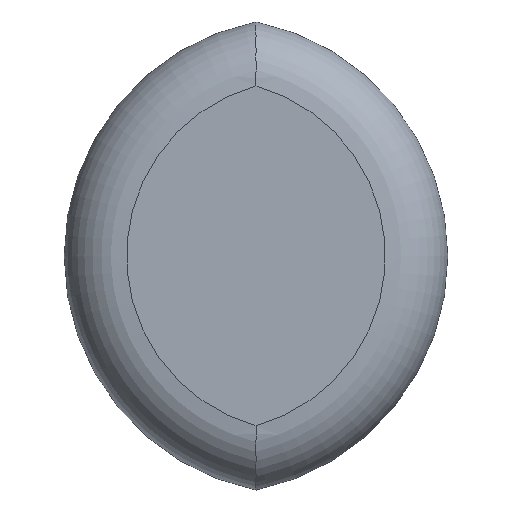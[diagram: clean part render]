
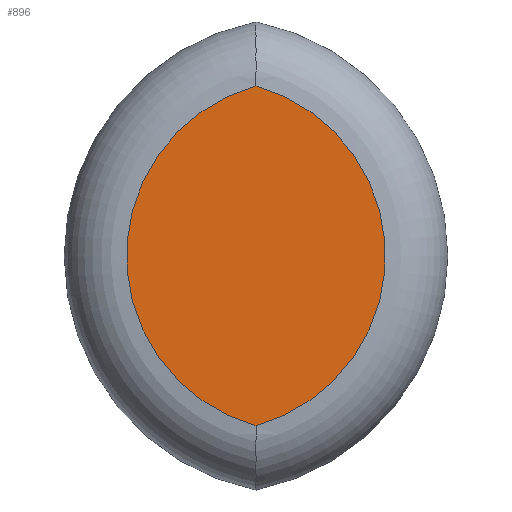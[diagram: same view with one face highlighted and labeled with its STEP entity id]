
A CAD part, top view. The second image highlights one B-rep face of the part: STEP entity #896.
In plain terms, the highlighted planar face has unit normal (0, 0, 1).
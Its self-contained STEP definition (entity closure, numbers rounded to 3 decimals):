
#73 = TOROIDAL_SURFACE('',#74,11.297,4.);
#74 = AXIS2_PLACEMENT_3D('',#75,#76,#77);
#75 = CARTESIAN_POINT('',(-3.,-15.,6.));
#76 = DIRECTION('',(0.,-0.,1.));
#77 = DIRECTION('',(0.196,0.981,0.));
#154 = TOROIDAL_SURFACE('',#155,11.297,4.);
#155 = AXIS2_PLACEMENT_3D('',#156,#157,#158);
#156 = CARTESIAN_POINT('',(3.,-15.,6.));
#157 = DIRECTION('',(0.,-0.,1.));
#158 = DIRECTION('',(-0.196,-0.981,0.));
#541 = VERTEX_POINT('',#542);
#542 = CARTESIAN_POINT('',(0.,-4.109,10.));
#654 = VERTEX_POINT('',#655);
#655 = CARTESIAN_POINT('',(0.,-25.891,10.));
#809 = EDGE_CURVE('',#541,#654,#810,.T.);
#810 = SURFACE_CURVE('',#811,(#816,#823),.PCURVE_S1.);
#811 = CIRCLE('',#812,11.297);
#812 = AXIS2_PLACEMENT_3D('',#813,#814,#815);
#813 = CARTESIAN_POINT('',(-3.,-15.,10.));
#814 = DIRECTION('',(0.,0.,-1.));
#815 = DIRECTION('',(0.196,0.981,0.));
#816 = PCURVE('',#73,#817);
#817 = DEFINITIONAL_REPRESENTATION('',(#818),#822);
#818 = LINE('',#819,#820);
#819 = CARTESIAN_POINT('',(-0.,1.571));
#820 = VECTOR('',#821,1.);
#821 = DIRECTION('',(-1.,0.));
#822 = ( GEOMETRIC_REPRESENTATION_CONTEXT(2) 
PARAMETRIC_REPRESENTATION_CONTEXT() REPRESENTATION_CONTEXT('2D SPACE',''
  ) );
#823 = PCURVE('',#824,#829);
#824 = PLANE('',#825);
#825 = AXIS2_PLACEMENT_3D('',#826,#827,#828);
#826 = CARTESIAN_POINT('',(0.,-15.,10.));
#827 = DIRECTION('',(-0.,-0.,-1.));
#828 = DIRECTION('',(-1.,0.,0.));
#829 = DEFINITIONAL_REPRESENTATION('',(#830),#834);
#830 = CIRCLE('',#831,11.297);
#831 = AXIS2_PLACEMENT_2D('',#832,#833);
#832 = CARTESIAN_POINT('',(3.,0.));
#833 = DIRECTION('',(-0.196,0.981));
#834 = ( GEOMETRIC_REPRESENTATION_CONTEXT(2) 
PARAMETRIC_REPRESENTATION_CONTEXT() REPRESENTATION_CONTEXT('2D SPACE',''
  ) );
#867 = EDGE_CURVE('',#654,#541,#868,.T.);
#868 = SURFACE_CURVE('',#869,(#874,#881),.PCURVE_S1.);
#869 = CIRCLE('',#870,11.297);
#870 = AXIS2_PLACEMENT_3D('',#871,#872,#873);
#871 = CARTESIAN_POINT('',(3.,-15.,10.));
#872 = DIRECTION('',(-0.,0.,-1.));
#873 = DIRECTION('',(-0.196,-0.981,0.));
#874 = PCURVE('',#154,#875);
#875 = DEFINITIONAL_REPRESENTATION('',(#876),#880);
#876 = LINE('',#877,#878);
#877 = CARTESIAN_POINT('',(-0.,1.571));
#878 = VECTOR('',#879,1.);
#879 = DIRECTION('',(-1.,0.));
#880 = ( GEOMETRIC_REPRESENTATION_CONTEXT(2) 
PARAMETRIC_REPRESENTATION_CONTEXT() REPRESENTATION_CONTEXT('2D SPACE',''
  ) );
#881 = PCURVE('',#824,#882);
#882 = DEFINITIONAL_REPRESENTATION('',(#883),#887);
#883 = CIRCLE('',#884,11.297);
#884 = AXIS2_PLACEMENT_2D('',#885,#886);
#885 = CARTESIAN_POINT('',(-3.,0.));
#886 = DIRECTION('',(0.196,-0.981));
#887 = ( GEOMETRIC_REPRESENTATION_CONTEXT(2) 
PARAMETRIC_REPRESENTATION_CONTEXT() REPRESENTATION_CONTEXT('2D SPACE',''
  ) );
#896 = ADVANCED_FACE('',(#897),#824,.F.);
#897 = FACE_BOUND('',#898,.F.);
#898 = EDGE_LOOP('',(#899,#900));
#899 = ORIENTED_EDGE('',*,*,#867,.T.);
#900 = ORIENTED_EDGE('',*,*,#809,.T.);
